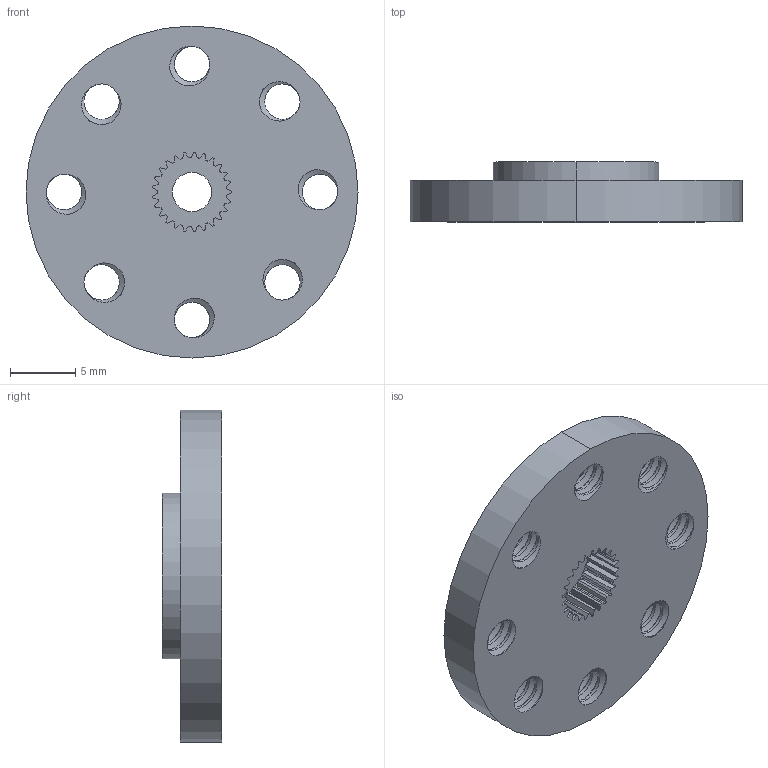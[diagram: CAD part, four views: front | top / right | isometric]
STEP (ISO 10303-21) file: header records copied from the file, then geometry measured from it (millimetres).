
FILE_DESCRIPTION (( 'STEP AP203' ), '1' );
FILE_NAME ('525125.STEP', '2016-08-08T16:11:01', ( '' ), ( '' ), 'SwSTEP 2.0', 'SolidWorks 2014', '' );
FILE_SCHEMA (( 'CONFIG_CONTROL_DESIGN' ));
Length unit declared in the file: inch
Products named in the file (1): 525125
Bounding box: 25.39 x 4.57 x 25.39 mm (x, y, z)
Volume: 1496.4 mm3; surface area: 1714.7 mm2
Topology: 1 solids, 1 shells, 279 faces, 822 edges, 548 vertices
Faces by surface type: cylinder 208, plane 55, bspline 16
Entity records: 15179 total; most frequent: CARTESIAN_POINT 8450, ORIENTED_EDGE 1644, DIRECTION 1190, EDGE_CURVE 822, VERTEX_POINT 548, AXIS2_PLACEMENT_3D 424, LINE 342, VECTOR 342
